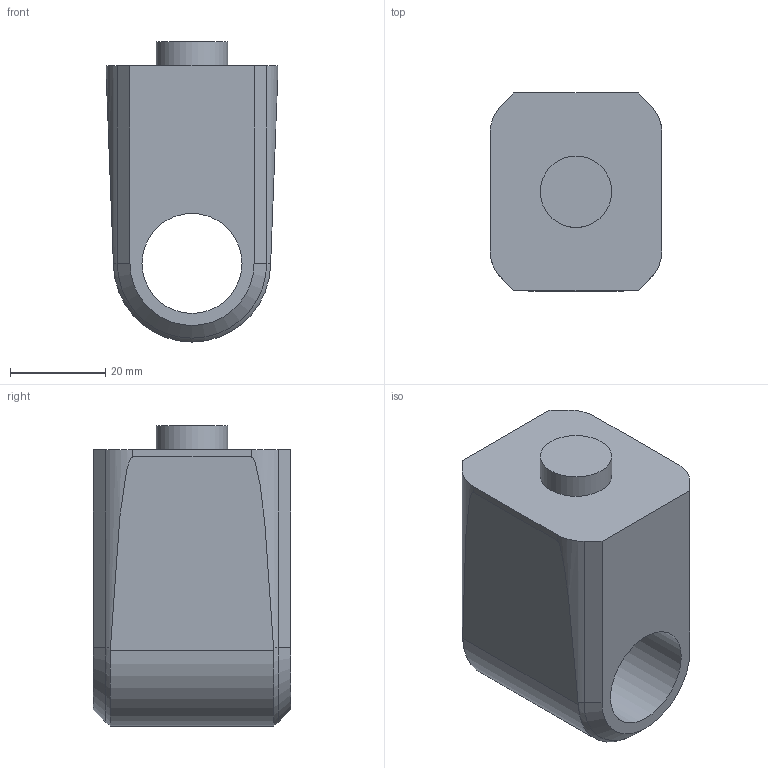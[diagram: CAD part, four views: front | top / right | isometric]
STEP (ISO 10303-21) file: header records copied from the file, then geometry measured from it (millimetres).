
FILE_DESCRIPTION(/* description */ (''),/* implementation_level */ '2;1');
FILE_NAME(/* name */ 'link4.stp',/* time_stamp */ '2019-11-23T00:17:53-05:00',/* author */ ('Clevo'),/* organization */ (''),/* preprocessor_version */ 'ST-DEVELOPER v16.13',/* originating_system */ 'Autodesk Inventor 2018',/* authorisation */ '');
FILE_SCHEMA (('AUTOMOTIVE_DESIGN { 1 0 10303 214 3 1 1 }'));
Length unit declared in the file: millimetre
Products named in the file (1): link4
Bounding box: 36.05 x 41.5 x 63 mm (x, y, z)
Volume: 61644.7 mm3; surface area: 12372.9 mm2
Topology: 1 solids, 1 shells, 23 faces, 56 edges, 36 vertices
Faces by surface type: plane 12, cylinder 7, torus 2, cone 2
Full cylindrical faces by diameter (mm): 15 x1, 21 x1
Entity records: 717 total; most frequent: DIRECTION 128, CARTESIAN_POINT 114, ORIENTED_EDGE 108, EDGE_CURVE 54, AXIS2_PLACEMENT_3D 50, VERTEX_POINT 36, LINE 28, VECTOR 28
